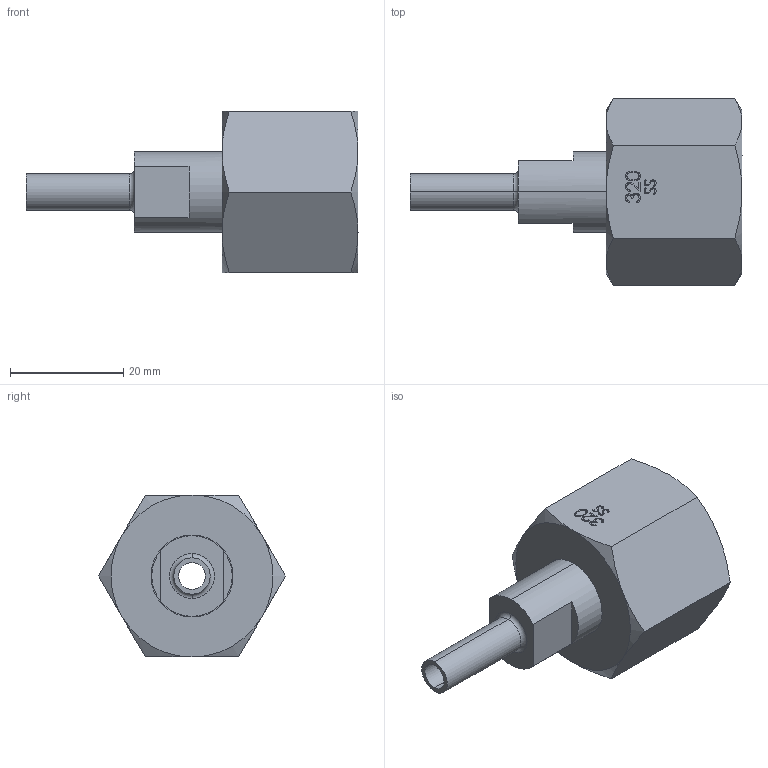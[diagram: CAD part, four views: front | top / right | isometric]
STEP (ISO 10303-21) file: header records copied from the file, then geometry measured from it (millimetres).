
FILE_DESCRIPTION (( 'STEP AP203' ), '1' );
FILE_NAME ('INL-320SS-4TS-P.STEP', '2025-08-29T12:05:12', ( '' ), ( '' ), 'SwSTEP 2.0', 'SolidWorks 2018', '' );
FILE_SCHEMA (( 'CONFIG_CONTROL_DESIGN' ));
Length unit declared in the file: inch
Products named in the file (4): PRT-000260; PRT-000033; INL-320SS-4TS-P; PRT-002553
Assembly tree (3 placements, depth 2):
  INL-320SS-4TS-P
    PRT-002553
    PRT-000033
    PRT-000260
Bounding box: 58.59 x 33 x 28.57 mm (x, y, z)
Volume: 14996.2 mm3; surface area: 8579.3 mm2
Topology: 3 solids, 3 shells, 87 faces, 357 edges, 286 vertices
Faces by surface type: cylinder 28, plane 26, cone 24, torus 6, bspline 3
Entity records: 9442 total; most frequent: CARTESIAN_POINT 6306, ORIENTED_EDGE 714, DIRECTION 396, EDGE_CURVE 357, VERTEX_POINT 286, B_SPLINE_CURVE_WITH_KNOTS 215, AXIS2_PLACEMENT_3D 164, EDGE_LOOP 103
